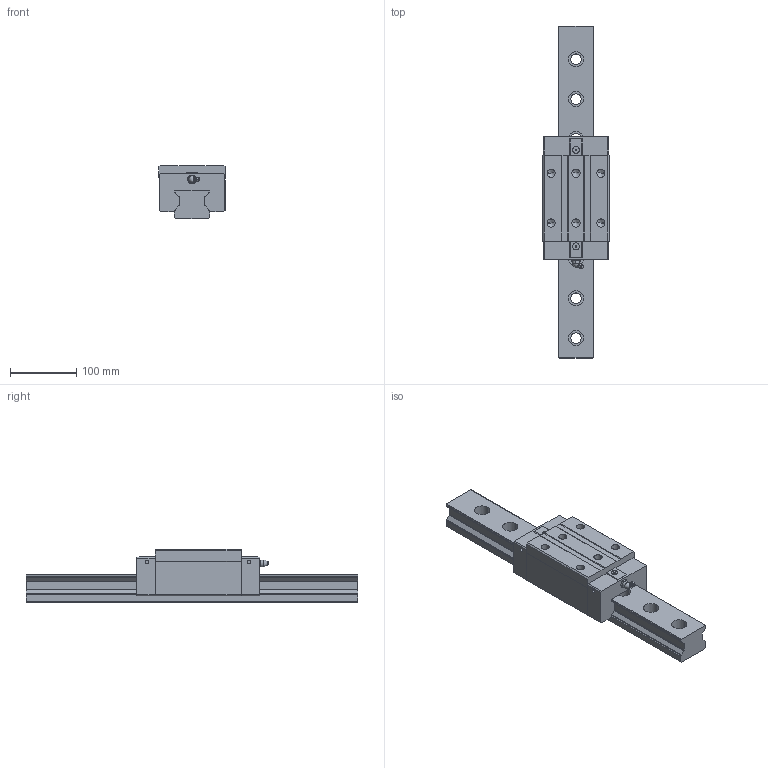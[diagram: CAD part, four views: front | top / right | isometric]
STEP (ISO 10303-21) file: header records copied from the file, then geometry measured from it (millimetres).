
FILE_DESCRIPTION((''),'1');
FILE_NAME(' ',' ',(''),(''),'ACIS Interop R16','Kubotek KeyCreator V6.5.2 (0407)',' ');
FILE_SCHEMA(('CONFIG_CONTROL_DESIGN'));
Length unit declared in the file: millimetre
Products named in the file (3): 1; 2; 3
Bounding box: 100 x 500 x 80 mm (x, y, z)
Volume: 1826458.1 mm3; surface area: 215374.9 mm2
Topology: 3 solids, 3 shells, 310 faces, 850 edges, 557 vertices
Faces by surface type: plane 191, cylinder 90, cone 14, torus 10, sphere 3, bspline 2
Entity records: 10060 total; most frequent: CARTESIAN_POINT 1896, DIRECTION 1684, ORIENTED_EDGE 1672, EDGE_CURVE 836, LINE 562, VECTOR 562, AXIS2_PLACEMENT_3D 561, VERTEX_POINT 557
